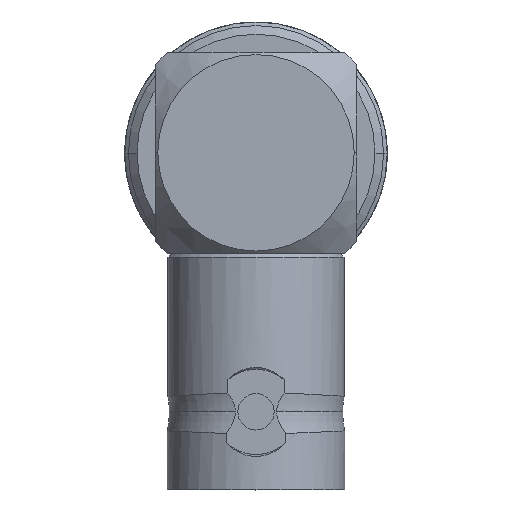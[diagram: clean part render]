
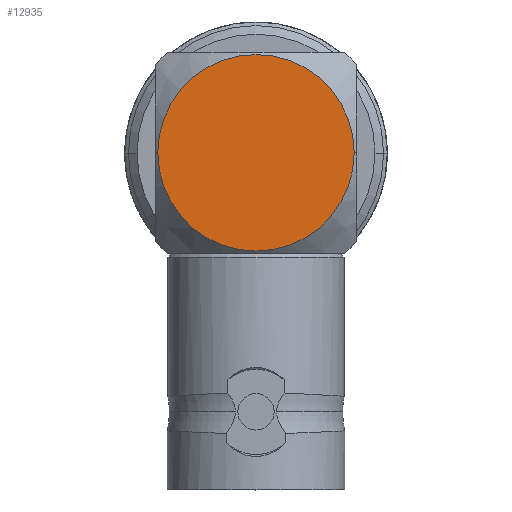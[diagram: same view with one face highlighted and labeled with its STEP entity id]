
A CAD part, top view. The second image highlights one B-rep face of the part: STEP entity #12935.
In plain terms, the highlighted planar face has unit normal (0, 0, 1).
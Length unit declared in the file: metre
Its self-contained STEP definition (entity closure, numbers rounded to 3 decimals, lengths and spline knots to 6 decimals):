
#1444 = DIRECTION ( 'NONE',  ( 0., 0., -1. ) ) ;
#3486 = EDGE_LOOP ( 'NONE', ( #5997, #14506 ) ) ;
#5997 = ORIENTED_EDGE ( 'NONE', *, *, #22685, .F. ) ;
#7913 = CIRCLE ( 'NONE', #27063, 0.00535 ) ;
#9372 = CARTESIAN_POINT ( 'NONE',  ( 0.00535, 0., 0. ) ) ;
#10042 = DIRECTION ( 'NONE',  ( 0., 0., -1. ) ) ;
#12045 = CARTESIAN_POINT ( 'NONE',  ( -0.00535, 0., 0. ) ) ;
#12935 = ADVANCED_FACE ( 'NONE', ( #28325 ), #30172, .T. ) ;
#13718 = AXIS2_PLACEMENT_3D ( 'NONE', #25417, #10042, #27985 ) ;
#14506 = ORIENTED_EDGE ( 'NONE', *, *, #30416, .F. ) ;
#14792 = DIRECTION ( 'NONE',  ( 1., 0., 0. ) ) ;
#16884 = AXIS2_PLACEMENT_3D ( 'NONE', #27586, #27464, #14792 ) ;
#16886 = CARTESIAN_POINT ( 'NONE',  ( 0., 0., 0. ) ) ;
#18779 = VERTEX_POINT ( 'NONE', #12045 ) ;
#19445 = DIRECTION ( 'NONE',  ( -1., 0., 0. ) ) ;
#22685 = EDGE_CURVE ( 'NONE', #18779, #30299, #7913, .T. ) ;
#25417 = CARTESIAN_POINT ( 'NONE',  ( 0., 0., 0. ) ) ;
#27063 = AXIS2_PLACEMENT_3D ( 'NONE', #16886, #1444, #19445 ) ;
#27464 = DIRECTION ( 'NONE',  ( 0., 0., 1. ) ) ;
#27586 = CARTESIAN_POINT ( 'NONE',  ( 0., 0.00535, 0. ) ) ;
#27985 = DIRECTION ( 'NONE',  ( -1., 0., 0. ) ) ;
#28325 = FACE_OUTER_BOUND ( 'NONE', #3486, .T. ) ;
#28705 = CIRCLE ( 'NONE', #13718, 0.00535 ) ;
#30172 = PLANE ( 'NONE',  #16884 ) ;
#30299 = VERTEX_POINT ( 'NONE', #9372 ) ;
#30416 = EDGE_CURVE ( 'NONE', #30299, #18779, #28705, .T. ) ;
